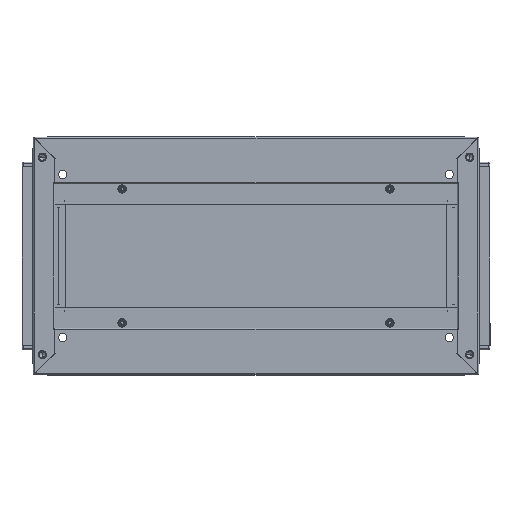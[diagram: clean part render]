
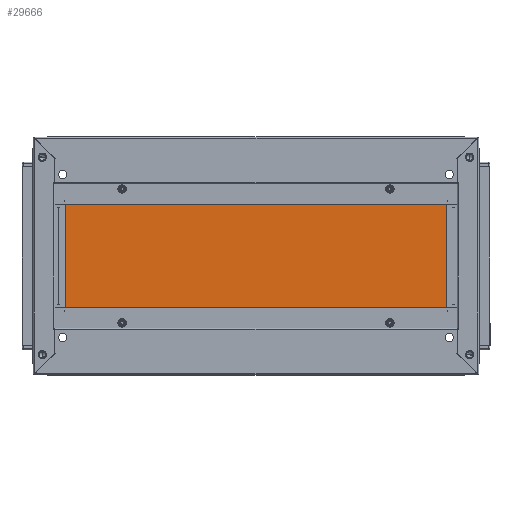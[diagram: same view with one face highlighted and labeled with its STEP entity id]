
A CAD part, top view. The second image highlights one B-rep face of the part: STEP entity #29666.
In plain terms, the highlighted planar face has unit normal (0, 0, 1).
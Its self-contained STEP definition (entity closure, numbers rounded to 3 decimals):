
#3312 = EDGE_LOOP ( 'NONE', ( #6042, #6041, #6040, #6039 ) ) ;
#6039 = ORIENTED_EDGE ( 'NONE', *, *, #9137, .T. ) ;
#6040 = ORIENTED_EDGE ( 'NONE', *, *, #9143, .T. ) ;
#6041 = ORIENTED_EDGE ( 'NONE', *, *, #9150, .T. ) ;
#6042 = ORIENTED_EDGE ( 'NONE', *, *, #9121, .T. ) ;
#9121 = EDGE_CURVE ( 'NONE', #26432, #26433, #53628, .T. ) ;
#9137 = EDGE_CURVE ( 'NONE', #26436, #26432, #53644, .T. ) ;
#9143 = EDGE_CURVE ( 'NONE', #26438, #26436, #53649, .T. ) ;
#9150 = EDGE_CURVE ( 'NONE', #26433, #26438, #53637, .T. ) ;
#26432 = VERTEX_POINT ( 'NONE', #41971 ) ;
#26433 = VERTEX_POINT ( 'NONE', #41963 ) ;
#26436 = VERTEX_POINT ( 'NONE', #41973 ) ;
#26438 = VERTEX_POINT ( 'NONE', #41974 ) ;
#29666 = ADVANCED_FACE ( 'NONE', ( #49928 ), #51114, .T. ) ;
#41963 = CARTESIAN_POINT ( 'NONE',  ( -100., -340., 0. ) ) ;
#41971 = CARTESIAN_POINT ( 'NONE',  ( -100., 340., 0. ) ) ;
#41973 = CARTESIAN_POINT ( 'NONE',  ( 100., 340., 0. ) ) ;
#41974 = CARTESIAN_POINT ( 'NONE',  ( 100., -340., 0. ) ) ;
#49928 = FACE_OUTER_BOUND ( 'NONE', #3312, .T. ) ;
#51109 = CARTESIAN_POINT ( 'NONE',  ( -100., -340., 0. ) ) ;
#51114 = PLANE ( 'NONE',  #54110 ) ;
#51119 = DIRECTION ( 'NONE',  ( 0., 0., 1. ) ) ;
#51120 = DIRECTION ( 'NONE',  ( 1., 0., 0. ) ) ;
#52866 = CARTESIAN_POINT ( 'NONE',  ( -100., 340., 0. ) ) ;
#52867 = DIRECTION ( 'NONE',  ( 0., -1., 0. ) ) ;
#52883 = CARTESIAN_POINT ( 'NONE',  ( -100., 340., 0. ) ) ;
#52884 = DIRECTION ( 'NONE',  ( -1., 0., 0. ) ) ;
#52890 = CARTESIAN_POINT ( 'NONE',  ( 100., 340., 0. ) ) ;
#52891 = DIRECTION ( 'NONE',  ( 0., 1., 0. ) ) ;
#52894 = CARTESIAN_POINT ( 'NONE',  ( -100., -340., 0. ) ) ;
#52898 = DIRECTION ( 'NONE',  ( 1., 0., 0. ) ) ;
#53628 = LINE ( 'NONE', #52866, #53629 ) ;
#53629 = VECTOR ( 'NONE', #52867, 1000. ) ;
#53637 = LINE ( 'NONE', #52894, #53654 ) ;
#53644 = LINE ( 'NONE', #52883, #53645 ) ;
#53645 = VECTOR ( 'NONE', #52884, 1000. ) ;
#53649 = LINE ( 'NONE', #52890, #53650 ) ;
#53650 = VECTOR ( 'NONE', #52891, 1000. ) ;
#53654 = VECTOR ( 'NONE', #52898, 1000. ) ;
#54110 = AXIS2_PLACEMENT_3D ( 'NONE', #51109, #51119, #51120 ) ;
